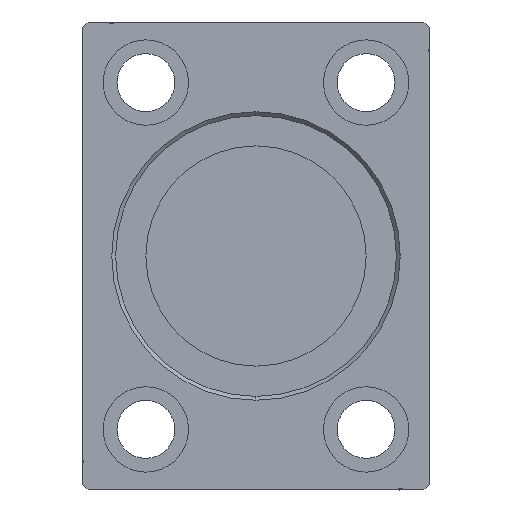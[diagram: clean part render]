
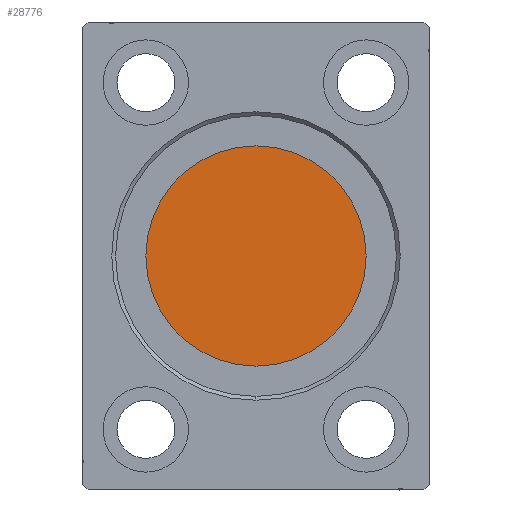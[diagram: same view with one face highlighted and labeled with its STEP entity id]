
A CAD part, left-side view. The second image highlights one B-rep face of the part: STEP entity #28776.
In plain terms, the highlighted planar face has unit normal (-1, 0, 0).
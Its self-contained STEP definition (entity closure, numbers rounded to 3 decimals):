
#1171 = DIRECTION ( 'NONE',  ( 0., 0., 1. ) ) ;
#1594 = CARTESIAN_POINT ( 'NONE',  ( 105.7, 0., 0. ) ) ;
#6469 = ORIENTED_EDGE ( 'NONE', *, *, #34316, .T. ) ;
#8024 = PLANE ( 'NONE',  #33344 ) ;
#8495 = CARTESIAN_POINT ( 'NONE',  ( 105.7, 0., -20. ) ) ;
#11243 = DIRECTION ( 'NONE',  ( -1., 0., 0. ) ) ;
#12270 = CARTESIAN_POINT ( 'NONE',  ( 105.7, 0., 20. ) ) ;
#14556 = DIRECTION ( 'NONE',  ( -1., 0., 0. ) ) ;
#19399 = VERTEX_POINT ( 'NONE', #12270 ) ;
#24005 = CIRCLE ( 'NONE', #41192, 20. ) ;
#24135 = FACE_OUTER_BOUND ( 'NONE', #40164, .T. ) ;
#27285 = CIRCLE ( 'NONE', #41038, 20. ) ;
#28776 = ADVANCED_FACE ( 'NONE', ( #24135 ), #8024, .T. ) ;
#29270 = DIRECTION ( 'NONE',  ( 0., 0., 1. ) ) ;
#31094 = DIRECTION ( 'NONE',  ( 0., 0., 1. ) ) ;
#33344 = AXIS2_PLACEMENT_3D ( 'NONE', #1594, #11243, #1171 ) ;
#33900 = CARTESIAN_POINT ( 'NONE',  ( 105.7, 0., 0. ) ) ;
#34316 = EDGE_CURVE ( 'NONE', #19399, #41126, #27285, .T. ) ;
#34902 = ORIENTED_EDGE ( 'NONE', *, *, #41405, .T. ) ;
#35500 = DIRECTION ( 'NONE',  ( -1., 0., 0. ) ) ;
#40164 = EDGE_LOOP ( 'NONE', ( #6469, #34902 ) ) ;
#41038 = AXIS2_PLACEMENT_3D ( 'NONE', #33900, #14556, #31094 ) ;
#41126 = VERTEX_POINT ( 'NONE', #8495 ) ;
#41192 = AXIS2_PLACEMENT_3D ( 'NONE', #42165, #35500, #29270 ) ;
#41405 = EDGE_CURVE ( 'NONE', #41126, #19399, #24005, .T. ) ;
#42165 = CARTESIAN_POINT ( 'NONE',  ( 105.7, 0., 0. ) ) ;
